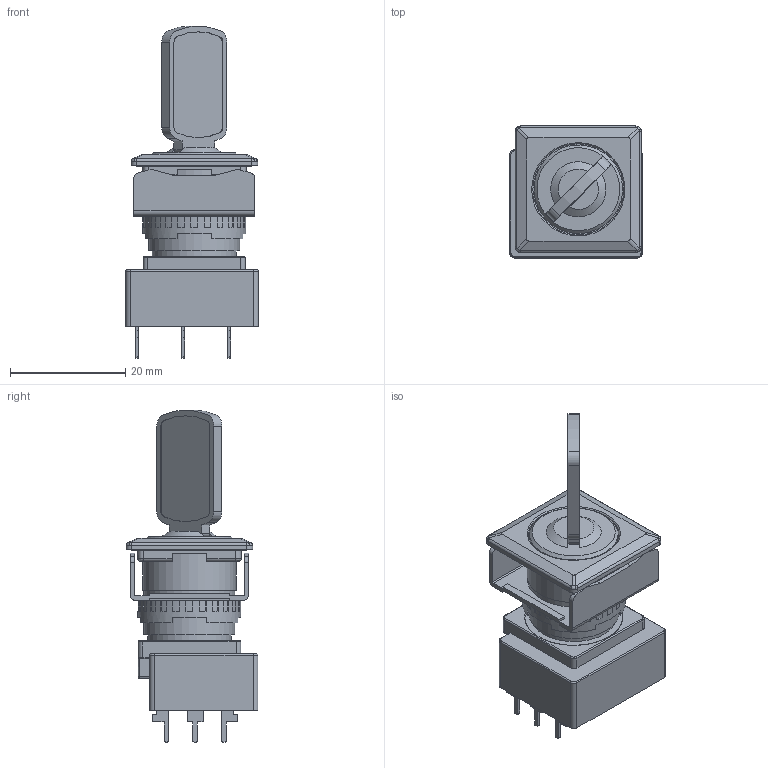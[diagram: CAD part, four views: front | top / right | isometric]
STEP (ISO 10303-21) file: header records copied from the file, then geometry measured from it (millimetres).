
FILE_DESCRIPTION (( 'STEP AP203' ), '1' );
FILE_NAME ('267_LB7(M)K-[2][3]$ST[3][7]V$-[][1H][2H]_rev0.1.STEP', '2022-06-20T02:39:47', ( '' ), ( '' ), 'SwSTEP 2.0', 'SolidWorks 2019', '' );
FILE_SCHEMA (( 'CONFIG_CONTROL_DESIGN' ));
Length unit declared in the file: millimetre
Products named in the file (5): LB-KEY-SELECTOR-ST; LB-FL-NUT-SET; 267_LB7(M)K-[2][3]$ST[3][7]V$-[][1H][2H]_rev0.1; LB-T3V; LB-FL-S_K-BODY-Q
Assembly tree (4 placements, depth 2):
  267_LB7(M)K-[2][3]$ST[3][7]V$-[][1H][2H]_rev0.1
    LB-FL-S_K-BODY-Q
    LB-KEY-SELECTOR-ST
    LB-T3V
    LB-FL-NUT-SET
Bounding box: 23 x 22.9 x 57.7 mm (x, y, z)
Volume: 9384.7 mm3; surface area: 7722 mm2
Topology: 4 solids, 4 shells, 523 faces, 1417 edges, 914 vertices
Faces by surface type: plane 316, cylinder 169, bspline 32, cone 6
Full cylindrical faces by diameter (mm): 14.55 x1, 14.8 x2, 14.9 x1, 15.4 x1, 15.8 x2, 16 x1, 16.2 x1, 17.9 x1
Entity records: 18594 total; most frequent: CARTESIAN_POINT 4949, ORIENTED_EDGE 2790, DIRECTION 2684, EDGE_CURVE 1395, LINE 954, VECTOR 954, VERTEX_POINT 912, AXIS2_PLACEMENT_3D 865
